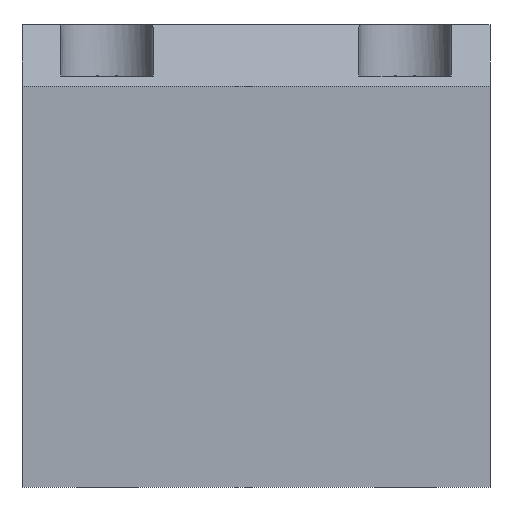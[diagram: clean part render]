
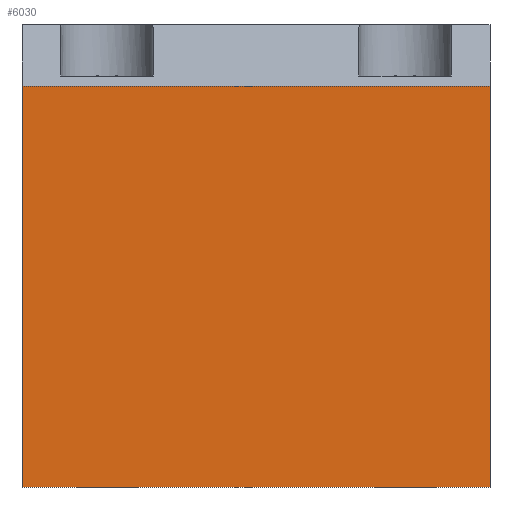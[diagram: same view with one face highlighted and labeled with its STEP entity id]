
A CAD part, front view. The second image highlights one B-rep face of the part: STEP entity #6030.
In plain terms, the highlighted free-form (B-spline) face has degree [1, 1] with [2, 2] control points.
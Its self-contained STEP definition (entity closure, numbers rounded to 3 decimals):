
#5680 = CARTESIAN_POINT ('', (0., 0., 78.));
#5690 = VERTEX_POINT ('', #5680);
#5700 = CARTESIAN_POINT ('', (0., 0., 0.));
#5710 = VERTEX_POINT ('', #5700);
#5720 = CARTESIAN_POINT ('', (0., 0., 78.));
#5730 = CARTESIAN_POINT ('', (0., 0., 0.));
#5740 = B_SPLINE_CURVE_WITH_KNOTS ('', 1, (#5720, #5730), .UNSPECIFIED., .F., .U., (2, 2), (0., 1.), .UNSPECIFIED.);
#5750 = EDGE_CURVE ('', #5690, #5710, #5740, .T.);
#5760 = ORIENTED_EDGE ('', *, *, #5750, .T.);
#5770 = CARTESIAN_POINT ('', (91., 0., 0.));
#5780 = VERTEX_POINT ('', #5770);
#5790 = CARTESIAN_POINT ('', (0., 0., 0.));
#5800 = CARTESIAN_POINT ('', (91., 0., 0.));
#5810 = B_SPLINE_CURVE_WITH_KNOTS ('', 1, (#5790, #5800), .UNSPECIFIED., .F., .U., (2, 2), (0., 1.), .UNSPECIFIED.);
#5820 = EDGE_CURVE ('', #5710, #5780, #5810, .T.);
#5830 = ORIENTED_EDGE ('', *, *, #5820, .T.);
#5840 = CARTESIAN_POINT ('', (91., 0., 78.));
#5850 = VERTEX_POINT ('', #5840);
#5860 = CARTESIAN_POINT ('', (91., 0., 0.));
#5870 = CARTESIAN_POINT ('', (91., 0., 78.));
#5880 = B_SPLINE_CURVE_WITH_KNOTS ('', 1, (#5860, #5870), .UNSPECIFIED., .F., .U., (2, 2), (0., 1.), .UNSPECIFIED.);
#5890 = EDGE_CURVE ('', #5780, #5850, #5880, .T.);
#5900 = ORIENTED_EDGE ('', *, *, #5890, .T.);
#5910 = CARTESIAN_POINT ('', (91., 0., 78.));
#5920 = CARTESIAN_POINT ('', (0., 0., 78.));
#5930 = B_SPLINE_CURVE_WITH_KNOTS ('', 1, (#5910, #5920), .UNSPECIFIED., .F., .U., (2, 2), (0., 1.), .UNSPECIFIED.);
#5940 = EDGE_CURVE ('', #5850, #5690, #5930, .T.);
#5950 = ORIENTED_EDGE ('', *, *, #5940, .T.);
#5960 = EDGE_LOOP ('', (#5760, #5830, #5900, #5950));
#5970 = FACE_OUTER_BOUND ('', #5960, .T.);
#5980 = CARTESIAN_POINT ('', (0., 0., 78.));
#5990 = CARTESIAN_POINT ('', (91., 0., 78.));
#6000 = CARTESIAN_POINT ('', (0., 0., 0.));
#6010 = CARTESIAN_POINT ('', (91., 0., 0.));
#6020 = B_SPLINE_SURFACE_WITH_KNOTS ('', 1, 1, ((#5980, #5990), (#6000, #6010)), .UNSPECIFIED., .F., .F., .U., (2, 2), (2, 2), (0., 1.), (0., 1.), .UNSPECIFIED.);
#6030 = ADVANCED_FACE ('', (#5970), #6020, .T.);
